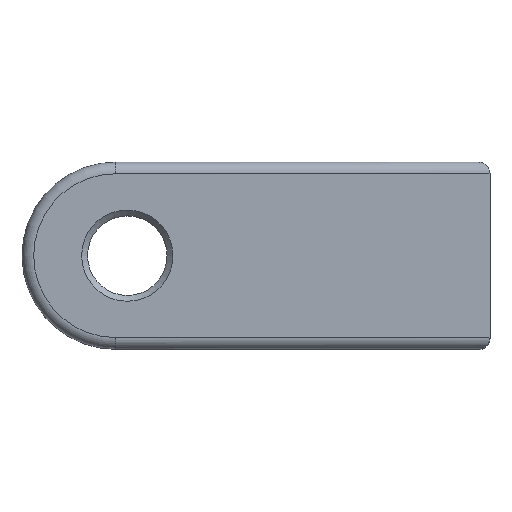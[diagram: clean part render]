
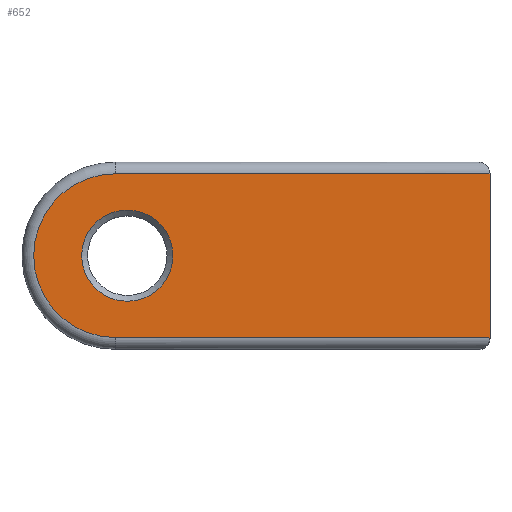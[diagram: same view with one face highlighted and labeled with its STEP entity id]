
A CAD part, top view. The second image highlights one B-rep face of the part: STEP entity #652.
In plain terms, the highlighted planar face has unit normal (0, 0, 1).
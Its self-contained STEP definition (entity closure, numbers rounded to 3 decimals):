
#36=FACE_BOUND('',#105,.T.);
#42=PLANE('',#718);
#63=FACE_OUTER_BOUND('',#104,.T.);
#104=EDGE_LOOP('',(#463,#464,#465,#466));
#105=EDGE_LOOP('',(#467));
#151=LINE('',#1009,#214);
#152=LINE('',#1013,#215);
#153=LINE('',#1014,#216);
#214=VECTOR('',#799,10.);
#215=VECTOR('',#802,10.);
#216=VECTOR('',#803,10.);
#276=CIRCLE('',#716,1.95);
#278=CIRCLE('',#719,3.5);
#306=VERTEX_POINT('',#1001);
#308=VERTEX_POINT('',#1007);
#309=VERTEX_POINT('',#1008);
#310=VERTEX_POINT('',#1010);
#311=VERTEX_POINT('',#1012);
#364=EDGE_CURVE('',#306,#306,#276,.T.);
#367=EDGE_CURVE('',#308,#309,#151,.T.);
#368=EDGE_CURVE('',#310,#308,#278,.T.);
#369=EDGE_CURVE('',#311,#310,#152,.T.);
#370=EDGE_CURVE('',#309,#311,#153,.T.);
#463=ORIENTED_EDGE('',*,*,#367,.F.);
#464=ORIENTED_EDGE('',*,*,#368,.F.);
#465=ORIENTED_EDGE('',*,*,#369,.F.);
#466=ORIENTED_EDGE('',*,*,#370,.F.);
#467=ORIENTED_EDGE('',*,*,#364,.F.);
#652=ADVANCED_FACE('',(#63,#36),#42,.T.);
#716=AXIS2_PLACEMENT_3D('',#1002,#792,#793);
#718=AXIS2_PLACEMENT_3D('',#1006,#797,#798);
#719=AXIS2_PLACEMENT_3D('',#1011,#800,#801);
#792=DIRECTION('center_axis',(0.,0.,1.));
#793=DIRECTION('ref_axis',(-1.,0.,0.));
#797=DIRECTION('center_axis',(0.,0.,1.));
#798=DIRECTION('ref_axis',(0.,1.,0.));
#799=DIRECTION('',(1.,0.,0.));
#800=DIRECTION('center_axis',(0.,0.,-1.));
#801=DIRECTION('ref_axis',(-1.,0.,0.));
#802=DIRECTION('',(-1.,0.,0.));
#803=DIRECTION('',(0.,-1.,0.));
#1001=CARTESIAN_POINT('',(-13.55,4.,0.));
#1002=CARTESIAN_POINT('Origin',(-15.5,4.,0.));
#1006=CARTESIAN_POINT('Origin',(0.,0.,0.));
#1007=CARTESIAN_POINT('',(-16.,7.5,0.));
#1008=CARTESIAN_POINT('',(0.,7.5,0.));
#1009=CARTESIAN_POINT('',(0.,7.5,0.));
#1010=CARTESIAN_POINT('',(-16.,0.5,0.));
#1011=CARTESIAN_POINT('Origin',(-16.,4.,0.));
#1012=CARTESIAN_POINT('',(0.,0.5,0.));
#1013=CARTESIAN_POINT('',(0.,0.5,0.));
#1014=CARTESIAN_POINT('',(0.,8.,0.));
